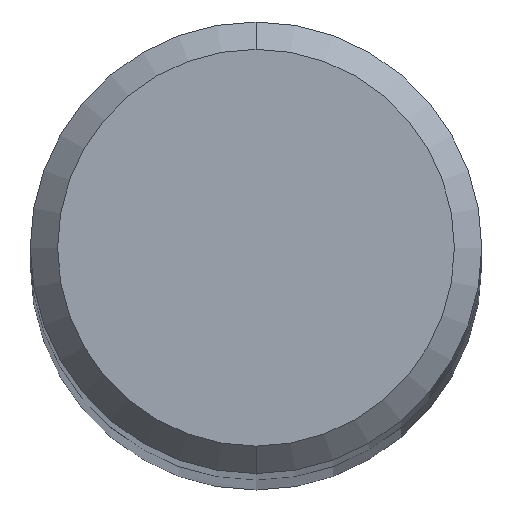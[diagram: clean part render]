
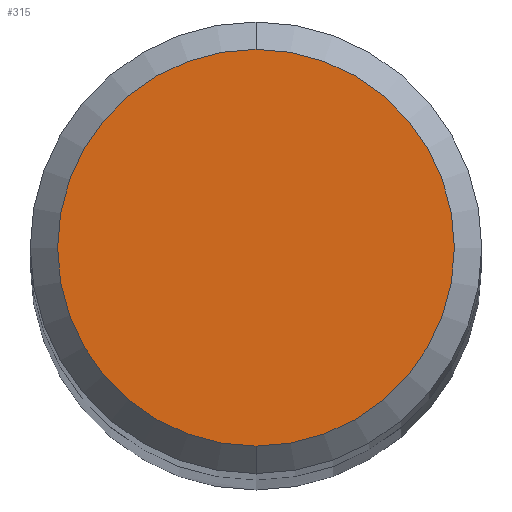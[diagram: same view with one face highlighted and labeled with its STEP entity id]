
A CAD part, top view. The second image highlights one B-rep face of the part: STEP entity #315.
In plain terms, the highlighted planar face has unit normal (0, 0, 1).
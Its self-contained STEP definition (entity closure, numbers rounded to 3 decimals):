
#205=VERTEX_POINT('',#468);
#211=EDGE_CURVE('',#205,#323,#474,.T.);
#235=EDGE_CURVE('',#323,#205,#500,.T.);
#315=ADVANCED_FACE('',(#593),#594,.T.);
#323=VERTEX_POINT('',#603);
#468=CARTESIAN_POINT('',(0.,-2.9,51.0));
#474=CIRCLE('',#805,2.9);
#500=CIRCLE('',#874,2.9);
#593=FACE_OUTER_BOUND('',#1114,.T.);
#594=PLANE('',#1115);
#603=CARTESIAN_POINT('',(0.0,2.9,51.0));
#805=AXIS2_PLACEMENT_3D('',#1323,#1324,#1325);
#874=AXIS2_PLACEMENT_3D('',#1355,#1356,#1357);
#1114=EDGE_LOOP('',(#1494,#1495));
#1115=AXIS2_PLACEMENT_3D('',#1496,#1497,#1498);
#1323=CARTESIAN_POINT('',(0.0,0.0,51.0));
#1324=DIRECTION('',(0.0,0.0,-1.0));
#1325=DIRECTION('',(0.0,1.0,0.0));
#1355=CARTESIAN_POINT('',(0.0,0.0,51.0));
#1356=DIRECTION('',(0.0,0.0,-1.0));
#1357=DIRECTION('',(0.0,1.0,0.0));
#1494=ORIENTED_EDGE('',*,*,#235,.F.);
#1495=ORIENTED_EDGE('',*,*,#211,.F.);
#1496=CARTESIAN_POINT('',(0.0,1.45,51.0));
#1497=DIRECTION('',(0.0,0.0,1.0));
#1498=DIRECTION('',(0.0,-1.0,0.0));
